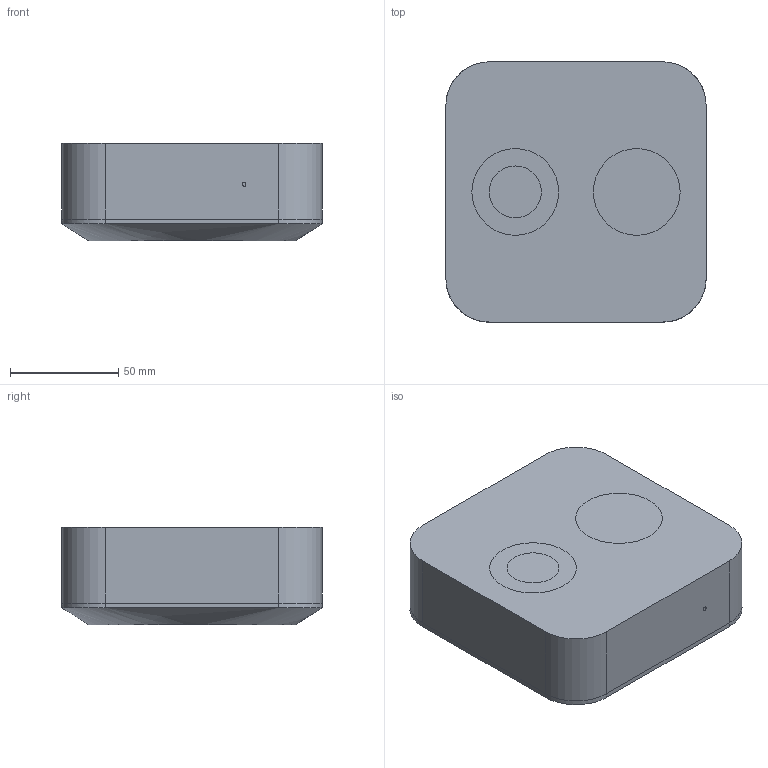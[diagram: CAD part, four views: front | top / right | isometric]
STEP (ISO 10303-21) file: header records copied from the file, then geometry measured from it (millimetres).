
FILE_DESCRIPTION(/* description */ ('Unknown'),/* implementation_level */ '2;1');
FILE_NAME(/* name */ 'LogBox_M',/* time_stamp */ '2023-03-05T15:27:48+01:00',/* author */ ('Unknown'),/* organization */ ('Unknown'),/* preprocessor_version */ 'ST-DEVELOPER v16.7',/* originating_system */ 'Solid Edge',/* authorisation */ 'Unknown');
FILE_SCHEMA (('AUTOMOTIVE_DESIGN {1 0 10303 214 3 1 1}'));
Length unit declared in the file: millimetre
Products named in the file (12): Assembly; Casing_Shell_Outer; Casing Logo; Filament 1,75x2; Casing_Shell_Bottom; LED_Border; 5mm LED Transparent; Cathode; Transparent Bulb; Anode; Semiconductor Pill; Onner_Conductor
Assembly tree (11 placements, depth 3):
  Assembly
    Casing_Shell_Outer
    Casing Logo
    Filament 1,75x2
    Casing_Shell_Bottom
    LED_Border
    5mm LED Transparent
      Cathode
      Transparent Bulb
      Anode
      Semiconductor Pill
      Onner_Conductor
Bounding box: 120 x 120 x 45 mm (x, y, z)
Volume: 267525.2 mm3; surface area: 95793.7 mm2
Topology: 11 solids, 11 shells, 338 faces, 800 edges, 531 vertices
Faces by surface type: plane 225, bspline 54, cylinder 50, cone 6, sphere 2, torus 1
Full cylindrical faces by diameter (mm): 0.05 x5, 0.44 x2, 1.75 x3, 4 x1, 5 x2, 10 x2, 12 x1, 20 x2, 24 x2, 40 x4
Entity records: 13230 total; most frequent: CARTESIAN_POINT 5616, ORIENTED_EDGE 1492, DIRECTION 1325, EDGE_CURVE 746, LINE 533, VECTOR 533, VERTEX_POINT 517, EDGE_LOOP 435
